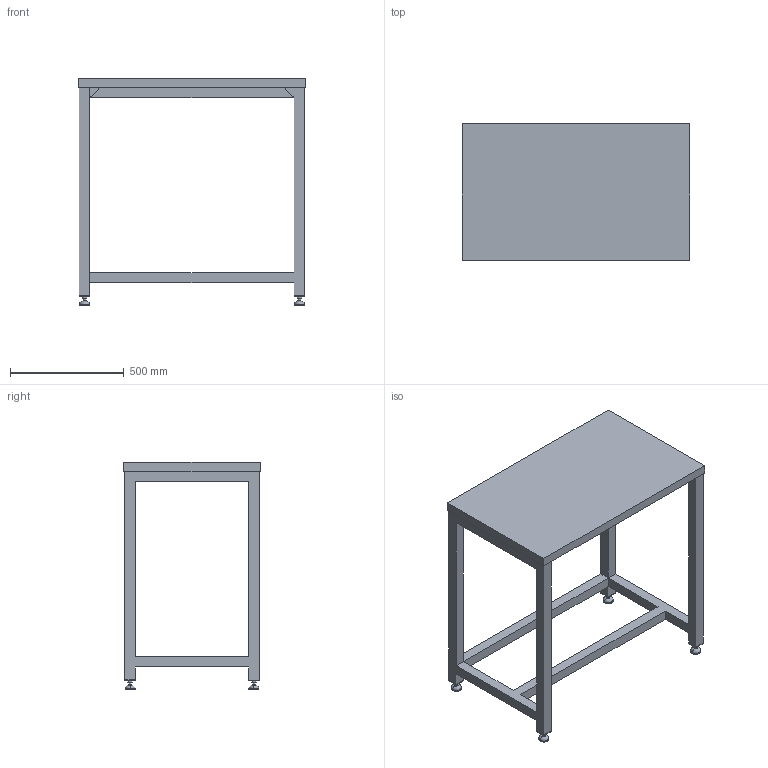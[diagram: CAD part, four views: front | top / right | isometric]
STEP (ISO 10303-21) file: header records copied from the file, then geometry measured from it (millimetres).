
FILE_DESCRIPTION(('no description'),'unknown implementation level');
FILE_NAME('Simple_3842998110-WORKSTATION.stp',' ',('Bosch Rexroth AG'),('CADClick - KiM GmbH - www.kimweb.de'),'unknown preprocess','ACIS','unknown authorization');
FILE_SCHEMA(('automotive_design'));
Length unit declared in the file: millimetre
Products named in the file (1): 1
Bounding box: 1000 x 600 x 1000 mm (x, y, z)
Volume: 41210658.5 mm3; surface area: 2673361.5 mm2
Topology: 1 solids, 5 shells, 286 faces, 690 edges, 422 vertices
Faces by surface type: plane 166, cylinder 64, cone 48, torus 8
Entity records: 16194 total; most frequent: CARTESIAN_POINT 1783, STYLED_ITEM 1399, PRESENTATION_STYLE_ASSIGNMENT 1399, COLOUR_RGB 1399, ORIENTED_EDGE 1380, DIRECTION 1368, EDGE_CURVE 690, CURVE_STYLE 690
